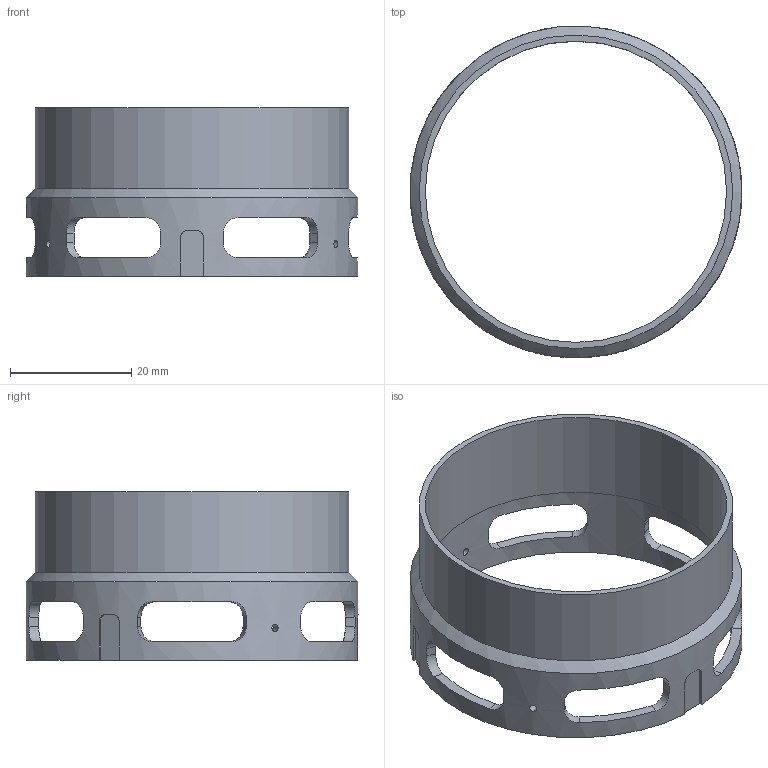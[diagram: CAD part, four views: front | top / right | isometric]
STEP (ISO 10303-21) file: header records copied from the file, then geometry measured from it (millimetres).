
FILE_DESCRIPTION(/* description */ ('STEP AP242','CAx-IF Rec.Pracs.---Representation and Presentation of Product Manufacturing Information (PMI)---4.0---2014-10-13','CAx-IF Rec.Pracs.---3D Tessellated Geometry---0.4---2014-09-14','2;1'),/* implementation_level */ '2;1');
FILE_NAME(/* name */ '61e594f093019b02c8c7e2cd',/* time_stamp */ '2022-01-17T16:10:24+00:00',/* author */ (''),/* organization */ (''),/* preprocessor_version */ 'ST-DEVELOPER v18.101',/* originating_system */ ' ',/* authorisation */ ' ');
FILE_SCHEMA (('AP242_MANAGED_MODEL_BASED_3D_ENGINEERING_MIM_LF { 1 0 10303 442 1 1 4 }'));
Length unit declared in the file: metre
Products named in the file (1): Objective Protection Ring
Bounding box: 54.85 x 54.86 x 27.81 mm (x, y, z)
Volume: 5059.4 mm3; surface area: 8894.6 mm2
Topology: 1 solids, 1 shells, 77 faces, 223 edges, 148 vertices
Faces by surface type: plane 39, bspline 24, cylinder 13, cone 1
Full cylindrical faces by diameter (mm): 1.191 x3, 49.784 x1, 51.562 x1, 51.816 x1, 54.864 x1
Entity records: 3102 total; most frequent: CARTESIAN_POINT 1310, ORIENTED_EDGE 422, DIRECTION 254, EDGE_CURVE 211, VERTEX_POINT 145, B_SPLINE_CURVE_WITH_KNOTS 108, EDGE_LOOP 106, FACE_BOUND 106
